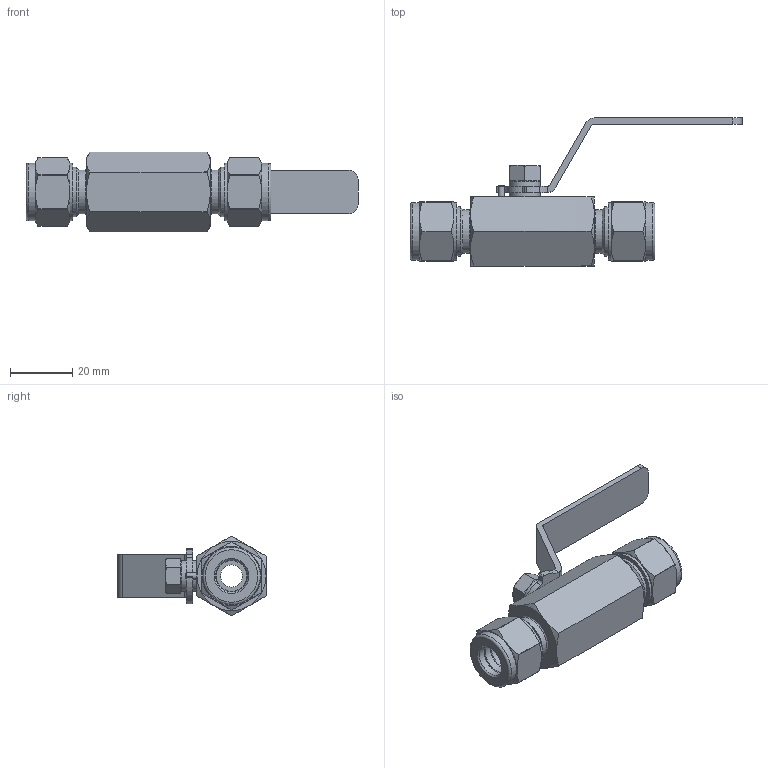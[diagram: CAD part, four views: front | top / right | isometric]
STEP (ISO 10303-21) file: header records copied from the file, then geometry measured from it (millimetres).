
FILE_DESCRIPTION(('FreeCAD Model'),'2;1');
FILE_NAME('Open CASCADE Shape Model','2025-11-13T15:11:38',('Author'),( ''),'Open CASCADE STEP processor 7.8','FreeCAD','Unknown');
FILE_SCHEMA(('AUTOMOTIVE_DESIGN { 1 0 10303 214 1 1 1 1 }'));
Length unit declared in the file: millimetre
Products named in the file (5): BVN6-2B-D-10M-RP-RD-S; BVN6; BVN6-2B-D-10M-RP-RD-S001; COMPOUND; COMPOUND001
Assembly tree (4 placements, depth 3):
  BVN6-2B-D-10M-RP-RD-S
    BVN6
    BVN6-2B-D-10M-RP-RD-S001
      COMPOUND
      COMPOUND001
Bounding box: 106.75 x 47.63 x 25.66 mm (x, y, z)
Volume: 26453.9 mm3; surface area: 13815.7 mm2
Topology: 5 solids, 5 shells, 203 faces, 1137 edges, 2844 vertices
Faces by surface type: plane 72, cylinder 60, cone 54, torus 13, sphere 2, bspline 2
Full cylindrical faces by diameter (mm): 2 x2, 3 x1, 6 x2, 7.1 x5, 8 x1, 10 x2, 10.13 x2, 10.15 x2, 10.18 x4, 12.3 x2, 14.1 x2, 18.5 x4
Entity records: 14794 total; most frequent: CARTESIAN_POINT 5037, DIRECTION 1840, ORIENTED_EDGE 884, AXIS2_PLACEMENT_3D 748, GEOMETRIC_CURVE_SET 696, TRIMMED_CURVE 693, CIRCLE 542, EDGE_CURVE 442
